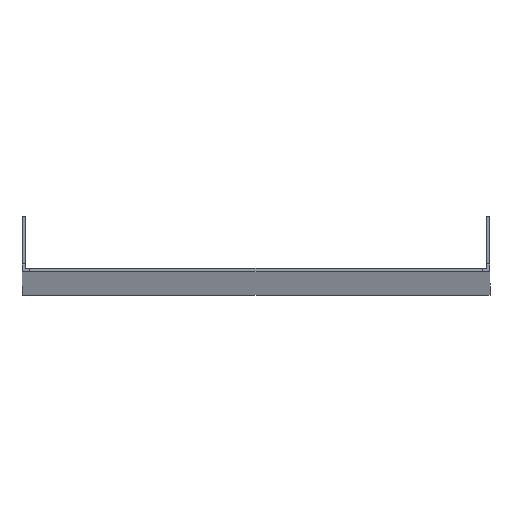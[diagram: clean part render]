
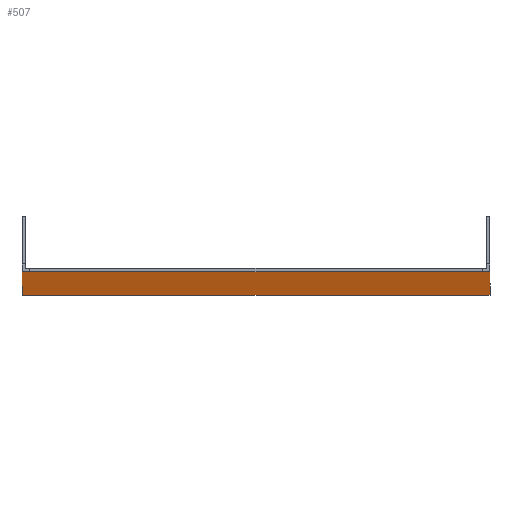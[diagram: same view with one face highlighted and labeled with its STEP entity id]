
A CAD part, top view. The second image highlights one B-rep face of the part: STEP entity #507.
In plain terms, the highlighted planar face has unit normal (0, -1, 0).
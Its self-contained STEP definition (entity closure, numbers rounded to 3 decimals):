
#3 = VERTEX_POINT ( 'NONE', #577 ) ;
#14 = CARTESIAN_POINT ( 'NONE',  ( 51.7, -0.7, 0. ) ) ;
#21 = ORIENTED_EDGE ( 'NONE', *, *, #193, .F. ) ;
#28 = ORIENTED_EDGE ( 'NONE', *, *, #86, .F. ) ;
#37 = LINE ( 'NONE', #515, #411 ) ;
#42 = VECTOR ( 'NONE', #258, 1000. ) ;
#70 = ORIENTED_EDGE ( 'NONE', *, *, #476, .F. ) ;
#71 = DIRECTION ( 'NONE',  ( 1., 0., 0. ) ) ;
#82 = EDGE_CURVE ( 'NONE', #520, #192, #246, .T. ) ;
#86 = EDGE_CURVE ( 'NONE', #3, #147, #593, .T. ) ;
#98 = CARTESIAN_POINT ( 'NONE',  ( 51.7, -0.7, 1500. ) ) ;
#112 = FACE_OUTER_BOUND ( 'NONE', #209, .T. ) ;
#137 = CARTESIAN_POINT ( 'NONE',  ( -50., -0.7, -1500. ) ) ;
#141 = LINE ( 'NONE', #154, #542 ) ;
#147 = VERTEX_POINT ( 'NONE', #137 ) ;
#154 = CARTESIAN_POINT ( 'NONE',  ( 0., -0.7, 1500. ) ) ;
#173 = EDGE_CURVE ( 'NONE', #3, #527, #483, .T. ) ;
#190 = VECTOR ( 'NONE', #555, 1000. ) ;
#192 = VERTEX_POINT ( 'NONE', #204 ) ;
#193 = EDGE_CURVE ( 'NONE', #419, #527, #358, .T. ) ;
#204 = CARTESIAN_POINT ( 'NONE',  ( -51.7, -0.7, 1500. ) ) ;
#209 = EDGE_LOOP ( 'NONE', ( #28, #293, #21, #70, #414, #354, #458, #559 ) ) ;
#220 = LINE ( 'NONE', #405, #582 ) ;
#222 = CARTESIAN_POINT ( 'NONE',  ( -50., -0.7, 1500. ) ) ;
#246 = LINE ( 'NONE', #222, #499 ) ;
#258 = DIRECTION ( 'NONE',  ( -1., 0., 0. ) ) ;
#261 = DIRECTION ( 'NONE',  ( 0., 0., -1. ) ) ;
#268 = LINE ( 'NONE', #352, #190 ) ;
#271 = AXIS2_PLACEMENT_3D ( 'NONE', #313, #581, #261 ) ;
#293 = ORIENTED_EDGE ( 'NONE', *, *, #173, .T. ) ;
#299 = DIRECTION ( 'NONE',  ( 0., 0., -1. ) ) ;
#308 = VERTEX_POINT ( 'NONE', #332 ) ;
#311 = PLANE ( 'NONE',  #271 ) ;
#313 = CARTESIAN_POINT ( 'NONE',  ( 0., -0.7, 0. ) ) ;
#332 = CARTESIAN_POINT ( 'NONE',  ( -51.7, -0.7, -1500. ) ) ;
#334 = VECTOR ( 'NONE', #345, 1000. ) ;
#342 = VERTEX_POINT ( 'NONE', #557 ) ;
#345 = DIRECTION ( 'NONE',  ( 1., 0., 0. ) ) ;
#352 = CARTESIAN_POINT ( 'NONE',  ( 0., -0.7, -1500. ) ) ;
#354 = ORIENTED_EDGE ( 'NONE', *, *, #82, .T. ) ;
#357 = EDGE_CURVE ( 'NONE', #147, #308, #268, .T. ) ;
#358 = LINE ( 'NONE', #14, #444 ) ;
#390 = DIRECTION ( 'NONE',  ( -1., 0., 0. ) ) ;
#405 = CARTESIAN_POINT ( 'NONE',  ( -51.7, -0.7, 0. ) ) ;
#411 = VECTOR ( 'NONE', #71, 1000. ) ;
#412 = CARTESIAN_POINT ( 'NONE',  ( 51.7, -0.7, -1500. ) ) ;
#414 = ORIENTED_EDGE ( 'NONE', *, *, #580, .F. ) ;
#419 = VERTEX_POINT ( 'NONE', #98 ) ;
#444 = VECTOR ( 'NONE', #299, 1000. ) ;
#458 = ORIENTED_EDGE ( 'NONE', *, *, #501, .F. ) ;
#462 = DIRECTION ( 'NONE',  ( 1., 0., 0. ) ) ;
#468 = DIRECTION ( 'NONE',  ( 0., 0., 1. ) ) ;
#473 = CARTESIAN_POINT ( 'NONE',  ( 50., -0.7, -1500. ) ) ;
#476 = EDGE_CURVE ( 'NONE', #342, #419, #141, .T. ) ;
#483 = LINE ( 'NONE', #473, #334 ) ;
#499 = VECTOR ( 'NONE', #390, 1000. ) ;
#501 = EDGE_CURVE ( 'NONE', #308, #192, #220, .T. ) ;
#503 = CARTESIAN_POINT ( 'NONE',  ( -50., -0.7, 1500. ) ) ;
#507 = ADVANCED_FACE ( 'NONE', ( #112 ), #311, .T. ) ;
#515 = CARTESIAN_POINT ( 'NONE',  ( -62.5, -0.7, 1500. ) ) ;
#520 = VERTEX_POINT ( 'NONE', #503 ) ;
#527 = VERTEX_POINT ( 'NONE', #412 ) ;
#542 = VECTOR ( 'NONE', #462, 1000. ) ;
#555 = DIRECTION ( 'NONE',  ( -1., 0., 0. ) ) ;
#557 = CARTESIAN_POINT ( 'NONE',  ( 50., -0.7, 1500. ) ) ;
#559 = ORIENTED_EDGE ( 'NONE', *, *, #357, .F. ) ;
#566 = CARTESIAN_POINT ( 'NONE',  ( -62.5, -0.7, -1500. ) ) ;
#577 = CARTESIAN_POINT ( 'NONE',  ( 50., -0.7, -1500. ) ) ;
#580 = EDGE_CURVE ( 'NONE', #520, #342, #37, .T. ) ;
#581 = DIRECTION ( 'NONE',  ( 0., -1., 0. ) ) ;
#582 = VECTOR ( 'NONE', #468, 1000. ) ;
#593 = LINE ( 'NONE', #566, #42 ) ;
